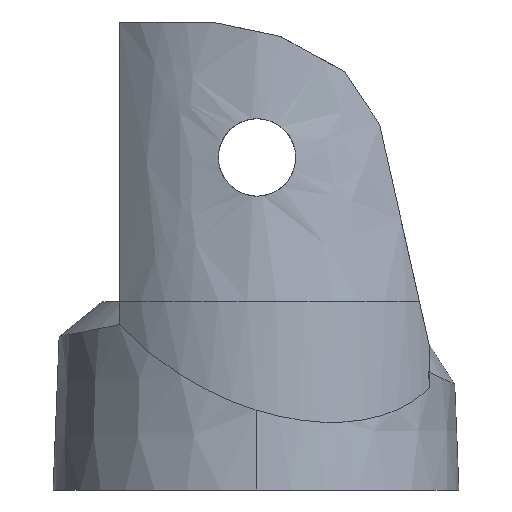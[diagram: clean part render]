
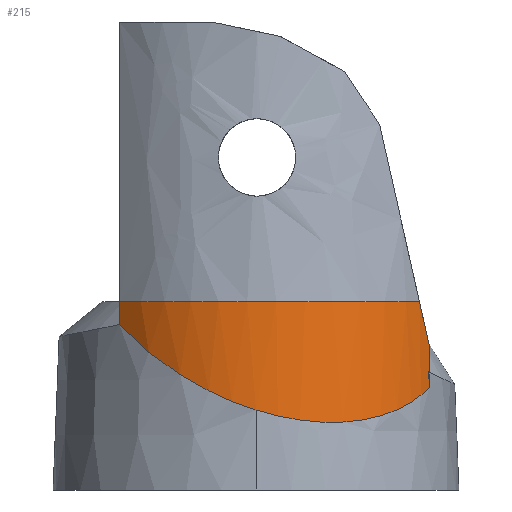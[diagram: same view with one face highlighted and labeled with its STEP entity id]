
A CAD part, left-side view. The second image highlights one B-rep face of the part: STEP entity #215.
In plain terms, the highlighted cylindrical face has radius 7.888 mm (diameter 15.775 mm), a partial arc.
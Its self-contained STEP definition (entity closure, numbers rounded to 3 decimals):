
#13 = CARTESIAN_POINT ( 'NONE',  ( 2.951, 27.843, 2.59 ) ) ;
#17 = EDGE_CURVE ( 'NONE', #1159, #1100, #621, .T. ) ;
#31 = VERTEX_POINT ( 'NONE', #13 ) ;
#42 = CARTESIAN_POINT ( 'NONE',  ( 5.337, 33.398, 6.066 ) ) ;
#48 = CIRCLE ( 'NONE', #753, 7.888 ) ;
#50 = CARTESIAN_POINT ( 'NONE',  ( 3.208, 29.763, 3.364 ) ) ;
#93 = DIRECTION ( 'NONE',  ( 1., 0., 0. ) ) ;
#105 = CARTESIAN_POINT ( 'NONE',  ( 6.88, 20.919, 5.751 ) ) ;
#113 = CARTESIAN_POINT ( 'NONE',  ( 10.838, 27.747, 7.003 ) ) ;
#114 = VERTEX_POINT ( 'NONE', #183 ) ;
#128 = CARTESIAN_POINT ( 'NONE',  ( 5.958, 21.543, 7.003 ) ) ;
#137 = CARTESIAN_POINT ( 'NONE',  ( 7.111, 20.795, 5.199 ) ) ;
#151 = CARTESIAN_POINT ( 'NONE',  ( 5.337, 33.398, -0.664 ) ) ;
#169 = CARTESIAN_POINT ( 'NONE',  ( 4.116, 31.902, 4.692 ) ) ;
#182 = CARTESIAN_POINT ( 'NONE',  ( 2.974, 28.413, 2.78 ) ) ;
#183 = CARTESIAN_POINT ( 'NONE',  ( 3.549, 24.733, 7.003 ) ) ;
#202 = EDGE_LOOP ( 'NONE', ( #306, #1343, #461, #213, #1245, #1322, #1382, #1227, #1002 ) ) ;
#210 = VECTOR ( 'NONE', #277, 1000. ) ;
#213 = ORIENTED_EDGE ( 'NONE', *, *, #1119, .F. ) ;
#214 = CYLINDRICAL_SURFACE ( 'NONE', #331, 7.888 ) ;
#215 = ADVANCED_FACE ( 'NONE', ( #1446 ), #214, .T. ) ;
#229 = CARTESIAN_POINT ( 'NONE',  ( 2.966, 27.134, 2.386 ) ) ;
#245 = CARTESIAN_POINT ( 'NONE',  ( 5.337, 33.398, 7.003 ) ) ;
#277 = DIRECTION ( 'NONE',  ( 0., 0., 1. ) ) ;
#283 = DIRECTION ( 'NONE',  ( 0., 0., 1. ) ) ;
#292 = AXIS2_PLACEMENT_3D ( 'NONE', #658, #637, #1008 ) ;
#306 = ORIENTED_EDGE ( 'NONE', *, *, #1280, .T. ) ;
#331 = AXIS2_PLACEMENT_3D ( 'NONE', #821, #568, #93 ) ;
#363 = CARTESIAN_POINT ( 'NONE',  ( 5.194, 22.226, 2.54 ) ) ;
#430 = CARTESIAN_POINT ( 'NONE',  ( 2.951, 27.843, 2.59 ) ) ;
#449 = CARTESIAN_POINT ( 'NONE',  ( 7.111, 20.795, 3.523 ) ) ;
#461 = ORIENTED_EDGE ( 'NONE', *, *, #685, .T. ) ;
#472 = CARTESIAN_POINT ( 'NONE',  ( 4.491, 23.051, 2.272 ) ) ;
#475 = CARTESIAN_POINT ( 'NONE',  ( 7.111, 20.795, 3.523 ) ) ;
#484 = LINE ( 'NONE', #792, #210 ) ;
#514 = B_SPLINE_CURVE_WITH_KNOTS ( 'NONE', 3,
 ( #952, #1311, #229, #1090, #957, #591, #1459, #1566, #738, #1198, #472, #1559, #363, #1331, #596, #1454, #1084, #475 ),
 .UNSPECIFIED., .F., .F.,
 ( 4, 2, 2, 2, 2, 2, 2, 2, 4 ),
 ( 0.007, 0.008, 0.009, 0.01, 0.011, 0.013, 0.014, 0.015, 0.016 ),
 .UNSPECIFIED. ) ;
#545 = EDGE_CURVE ( 'NONE', #31, #1030, #514, .T. ) ;
#555 = CARTESIAN_POINT ( 'NONE',  ( 3.281, 30.02, 3.496 ) ) ;
#568 = DIRECTION ( 'NONE',  ( 0., 0., 1. ) ) ;
#585 =( BOUNDED_CURVE ( )  B_SPLINE_CURVE ( 3, ( #608, #1569, #105, #641 ),
 .UNSPECIFIED., .F., .F. ) 
 B_SPLINE_CURVE_WITH_KNOTS ( ( 4, 4 ),
 ( 2.55, 2.649 ),
 .UNSPECIFIED. ) 
 CURVE ( )  GEOMETRIC_REPRESENTATION_ITEM ( )  RATIONAL_B_SPLINE_CURVE ( ( 1., 0.999, 0.999, 1. ) ) 
 REPRESENTATION_ITEM ( '' )  );
#591 = CARTESIAN_POINT ( 'NONE',  ( 3.318, 25.339, 2.101 ) ) ;
#596 = CARTESIAN_POINT ( 'NONE',  ( 5.976, 21.527, 2.905 ) ) ;
#608 = CARTESIAN_POINT ( 'NONE',  ( 6.439, 21.2, 7.003 ) ) ;
#621 = CIRCLE ( 'NONE', #1348, 7.888 ) ;
#633 = VERTEX_POINT ( 'NONE', #1473 ) ;
#634 = VERTEX_POINT ( 'NONE', #137 ) ;
#637 = DIRECTION ( 'NONE',  ( 0., 0., 1. ) ) ;
#641 = CARTESIAN_POINT ( 'NONE',  ( 7.111, 20.795, 5.199 ) ) ;
#658 = CARTESIAN_POINT ( 'NONE',  ( 10.838, 27.747, 7.003 ) ) ;
#663 = CARTESIAN_POINT ( 'NONE',  ( 4.993, 33.064, 5.705 ) ) ;
#673 = CARTESIAN_POINT ( 'NONE',  ( 3.547, 30.766, 3.921 ) ) ;
#685 = EDGE_CURVE ( 'NONE', #1077, #633, #1381, .T. ) ;
#723 = VERTEX_POINT ( 'NONE', #877 ) ;
#738 = CARTESIAN_POINT ( 'NONE',  ( 3.9, 23.978, 2.117 ) ) ;
#752 = CARTESIAN_POINT ( 'NONE',  ( 5.733, 21.734, 7.003 ) ) ;
#753 = AXIS2_PLACEMENT_3D ( 'NONE', #113, #848, #977 ) ;
#759 = CARTESIAN_POINT ( 'NONE',  ( 6.194, 21.365, 7.003 ) ) ;
#775 = EDGE_CURVE ( 'NONE', #1100, #114, #1393, .T. ) ;
#784 = VECTOR ( 'NONE', #283, 1000. ) ;
#792 = CARTESIAN_POINT ( 'NONE',  ( 7.111, 20.795, -0.664 ) ) ;
#798 = CARTESIAN_POINT ( 'NONE',  ( 3.45, 30.52, 3.774 ) ) ;
#821 = CARTESIAN_POINT ( 'NONE',  ( 10.838, 27.747, -0.664 ) ) ;
#848 = DIRECTION ( 'NONE',  ( 0., 0., 1. ) ) ;
#852 = CARTESIAN_POINT ( 'NONE',  ( 3.448, 30.502, 7.003 ) ) ;
#877 = CARTESIAN_POINT ( 'NONE',  ( 5.337, 33.398, 6.066 ) ) ;
#892 = DIRECTION ( 'NONE',  ( -1., 0., 0. ) ) ;
#900 = EDGE_CURVE ( 'NONE', #723, #31, #1305, .T. ) ;
#901 = DIRECTION ( 'NONE',  ( 0., 0., 1. ) ) ;
#925 = CARTESIAN_POINT ( 'NONE',  ( 4.68, 32.699, 5.358 ) ) ;
#952 = CARTESIAN_POINT ( 'NONE',  ( 2.951, 27.843, 2.59 ) ) ;
#957 = CARTESIAN_POINT ( 'NONE',  ( 3.127, 26.05, 2.176 ) ) ;
#977 = DIRECTION ( 'NONE',  ( -1., 0., 0. ) ) ;
#1002 = ORIENTED_EDGE ( 'NONE', *, *, #545, .T. ) ;
#1008 = DIRECTION ( 'NONE',  ( -1., 0., 0. ) ) ;
#1030 = VERTEX_POINT ( 'NONE', #449 ) ;
#1033 = CARTESIAN_POINT ( 'NONE',  ( 2.955, 28.128, 2.679 ) ) ;
#1077 = VERTEX_POINT ( 'NONE', #1590 ) ;
#1084 = CARTESIAN_POINT ( 'NONE',  ( 6.82, 20.951, 3.355 ) ) ;
#1090 = CARTESIAN_POINT ( 'NONE',  ( 3.056, 26.415, 2.234 ) ) ;
#1100 = VERTEX_POINT ( 'NONE', #852 ) ;
#1119 = EDGE_CURVE ( 'NONE', #114, #633, #48, .T. ) ;
#1150 = EDGE_CURVE ( 'NONE', #1077, #634, #585, .T. ) ;
#1159 = VERTEX_POINT ( 'NONE', #245 ) ;
#1198 = CARTESIAN_POINT ( 'NONE',  ( 4.281, 23.348, 2.207 ) ) ;
#1227 = ORIENTED_EDGE ( 'NONE', *, *, #900, .T. ) ;
#1230 = EDGE_CURVE ( 'NONE', #723, #1159, #1475, .T. ) ;
#1245 = ORIENTED_EDGE ( 'NONE', *, *, #775, .F. ) ;
#1280 = EDGE_CURVE ( 'NONE', #1030, #634, #484, .T. ) ;
#1305 = B_SPLINE_CURVE_WITH_KNOTS ( 'NONE', 3,
 ( #42, #663, #925, #169, #1517, #673, #798, #555, #50, #1407, #1527, #182, #1033, #430 ),
 .UNSPECIFIED., .F., .F.,
 ( 4, 2, 2, 2, 2, 2, 4 ),
 ( 0., 0.002, 0.004, 0.004, 0.005, 0.006, 0.007 ),
 .UNSPECIFIED. ) ;
#1311 = CARTESIAN_POINT ( 'NONE',  ( 2.947, 27.49, 2.48 ) ) ;
#1322 = ORIENTED_EDGE ( 'NONE', *, *, #17, .F. ) ;
#1331 = CARTESIAN_POINT ( 'NONE',  ( 5.708, 21.745, 2.774 ) ) ;
#1343 = ORIENTED_EDGE ( 'NONE', *, *, #1150, .F. ) ;
#1348 = AXIS2_PLACEMENT_3D ( 'NONE', #1498, #901, #892 ) ;
#1381 = B_SPLINE_CURVE_WITH_KNOTS ( 'NONE', 3,
 ( #1595, #759, #128, #752 ),
 .UNSPECIFIED., .F., .F.,
 ( 4, 4 ),
 ( 0.47, 1. ),
 .UNSPECIFIED. ) ;
#1382 = ORIENTED_EDGE ( 'NONE', *, *, #1230, .F. ) ;
#1393 = CIRCLE ( 'NONE', #292, 7.888 ) ;
#1407 = CARTESIAN_POINT ( 'NONE',  ( 3.088, 29.237, 3.115 ) ) ;
#1446 = FACE_OUTER_BOUND ( 'NONE', #202, .T. ) ;
#1454 = CARTESIAN_POINT ( 'NONE',  ( 6.531, 21.13, 3.195 ) ) ;
#1459 = CARTESIAN_POINT ( 'NONE',  ( 3.439, 24.991, 2.085 ) ) ;
#1473 = CARTESIAN_POINT ( 'NONE',  ( 5.733, 21.734, 7.003 ) ) ;
#1475 = LINE ( 'NONE', #151, #784 ) ;
#1498 = CARTESIAN_POINT ( 'NONE',  ( 10.838, 27.747, 7.003 ) ) ;
#1517 = CARTESIAN_POINT ( 'NONE',  ( 3.866, 31.471, 4.374 ) ) ;
#1527 = CARTESIAN_POINT ( 'NONE',  ( 3.041, 28.967, 2.998 ) ) ;
#1559 = CARTESIAN_POINT ( 'NONE',  ( 4.946, 22.49, 2.438 ) ) ;
#1566 = CARTESIAN_POINT ( 'NONE',  ( 3.728, 24.312, 2.092 ) ) ;
#1569 = CARTESIAN_POINT ( 'NONE',  ( 6.656, 21.054, 6.352 ) ) ;
#1590 = CARTESIAN_POINT ( 'NONE',  ( 6.439, 21.2, 7.003 ) ) ;
#1595 = CARTESIAN_POINT ( 'NONE',  ( 6.439, 21.2, 7.003 ) ) ;
